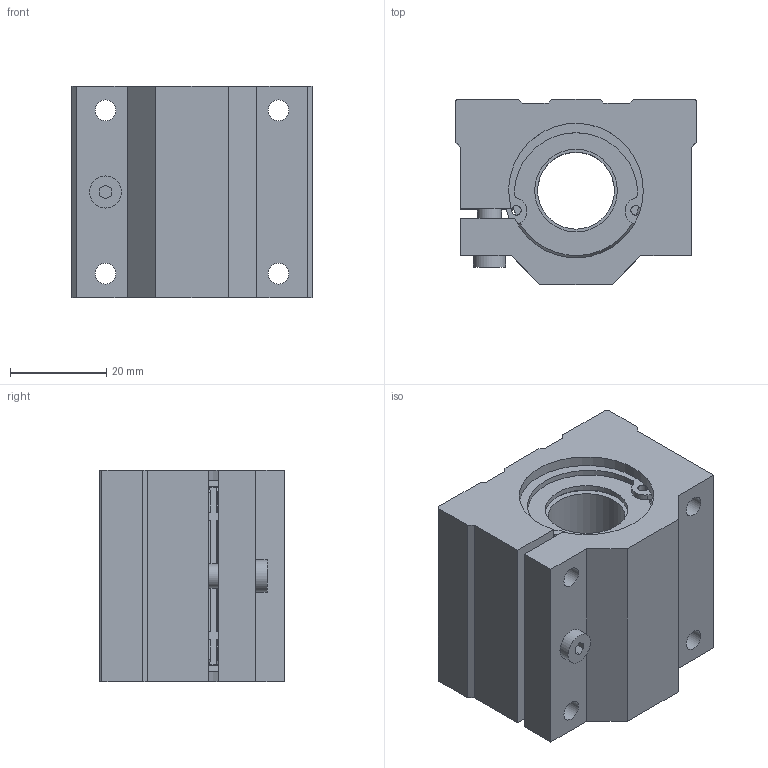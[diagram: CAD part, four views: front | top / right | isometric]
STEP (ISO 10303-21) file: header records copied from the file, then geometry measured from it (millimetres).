
FILE_DESCRIPTION(/* description */ ('STEP AP203'),/* implementation_level */ '2;1');
FILE_NAME(/* name */ 'SCJ16UU',/* time_stamp */ '2022-08-20T03:40:49+02:00',/* author */ ('License CC BY-ND 4.0'),/* organization */ ('CADENAS'),/* preprocessor_version */ 'ST-DEVELOPER v18.102',/* originating_system */ 'PARTsolutions',/* authorisation */ ' ');
FILE_SCHEMA (('CONFIG_CONTROL_DESIGN'));
Length unit declared in the file: millimetre
Products named in the file (4): SCJ16UU; Retaining ring GB 893.1-86 28; LM16-AJ; SCJ16UUbody
Assembly tree (4 placements, depth 2):
  SCJ16UU
    Retaining ring GB 893.1-86 28  x2
    LM16-AJ
    SCJ16UUbody
Bounding box: 50 x 38.5 x 44 mm (x, y, z)
Volume: 59799.3 mm3; surface area: 23311.6 mm2
Topology: 4 solids, 4 shells, 115 faces, 282 edges, 185 vertices
Faces by surface type: plane 65, cylinder 44, cone 6
Full cylindrical faces by diameter (mm): 2 x4, 4.3 x6, 4.917 x4, 5 x1, 6.667 x1, 16 x1, 17.2 x2, 18.4 x2, 27 x1
Entity records: 3037 total; most frequent: DIRECTION 518, CARTESIAN_POINT 506, ORIENTED_EDGE 448, EDGE_CURVE 224, AXIS2_PLACEMENT_3D 190, VERTEX_POINT 162, EDGE_LOOP 158, FACE_BOUND 158
